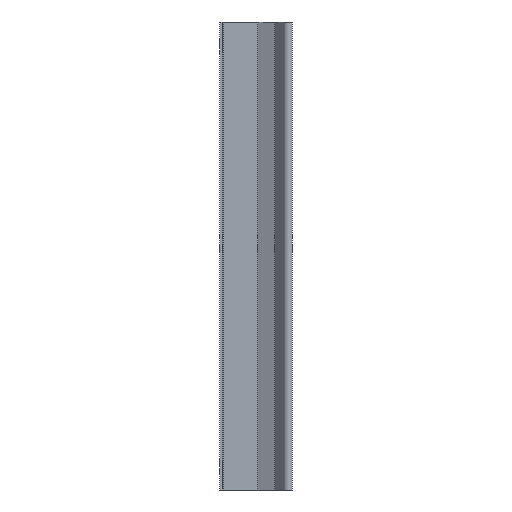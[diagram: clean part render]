
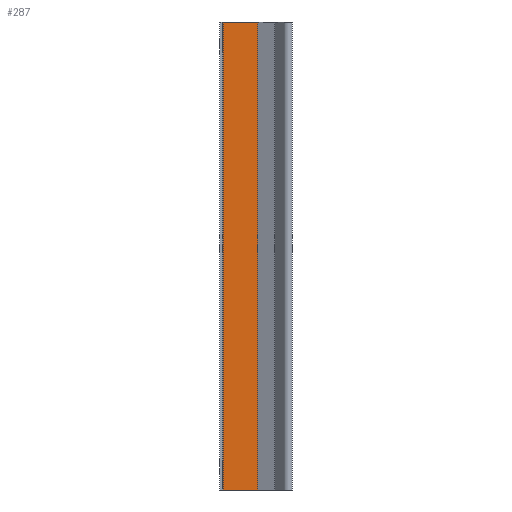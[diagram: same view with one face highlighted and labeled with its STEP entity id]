
A CAD part, front view. The second image highlights one B-rep face of the part: STEP entity #287.
In plain terms, the highlighted planar face has unit normal (0, -1, 0).
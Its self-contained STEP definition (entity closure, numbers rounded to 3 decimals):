
#23=PLANE('',#333);
#40=FACE_OUTER_BOUND('',#55,.T.);
#55=EDGE_LOOP('',(#231,#232,#233,#234));
#82=LINE('',#474,#111);
#83=LINE('',#477,#112);
#84=LINE('',#479,#113);
#85=LINE('',#480,#114);
#111=VECTOR('',#392,10.);
#112=VECTOR('',#395,10.);
#113=VECTOR('',#396,10.);
#114=VECTOR('',#397,10.);
#150=VERTEX_POINT('',#470);
#151=VERTEX_POINT('',#472);
#152=VERTEX_POINT('',#476);
#153=VERTEX_POINT('',#478);
#184=EDGE_CURVE('',#150,#151,#82,.T.);
#185=EDGE_CURVE('',#150,#152,#83,.T.);
#186=EDGE_CURVE('',#153,#151,#84,.T.);
#187=EDGE_CURVE('',#152,#153,#85,.T.);
#231=ORIENTED_EDGE('',*,*,#185,.F.);
#232=ORIENTED_EDGE('',*,*,#184,.T.);
#233=ORIENTED_EDGE('',*,*,#186,.F.);
#234=ORIENTED_EDGE('',*,*,#187,.F.);
#287=ADVANCED_FACE('',(#40),#23,.T.);
#333=AXIS2_PLACEMENT_3D('',#475,#393,#394);
#392=DIRECTION('',(0.,0.,1.));
#393=DIRECTION('center_axis',(0.,-1.,0.));
#394=DIRECTION('ref_axis',(1.,0.,0.));
#395=DIRECTION('',(-1.,0.,0.));
#396=DIRECTION('',(1.,0.,0.));
#397=DIRECTION('',(0.,0.,1.));
#470=CARTESIAN_POINT('',(9.834,8.75,0.));
#472=CARTESIAN_POINT('',(9.834,8.75,250.));
#474=CARTESIAN_POINT('',(9.834,8.75,0.));
#475=CARTESIAN_POINT('Origin',(-8.666,8.75,0.));
#476=CARTESIAN_POINT('',(-8.666,8.75,0.));
#477=CARTESIAN_POINT('',(9.834,8.75,0.));
#478=CARTESIAN_POINT('',(-8.666,8.75,250.));
#479=CARTESIAN_POINT('',(9.834,8.75,250.));
#480=CARTESIAN_POINT('',(-8.666,8.75,0.));
